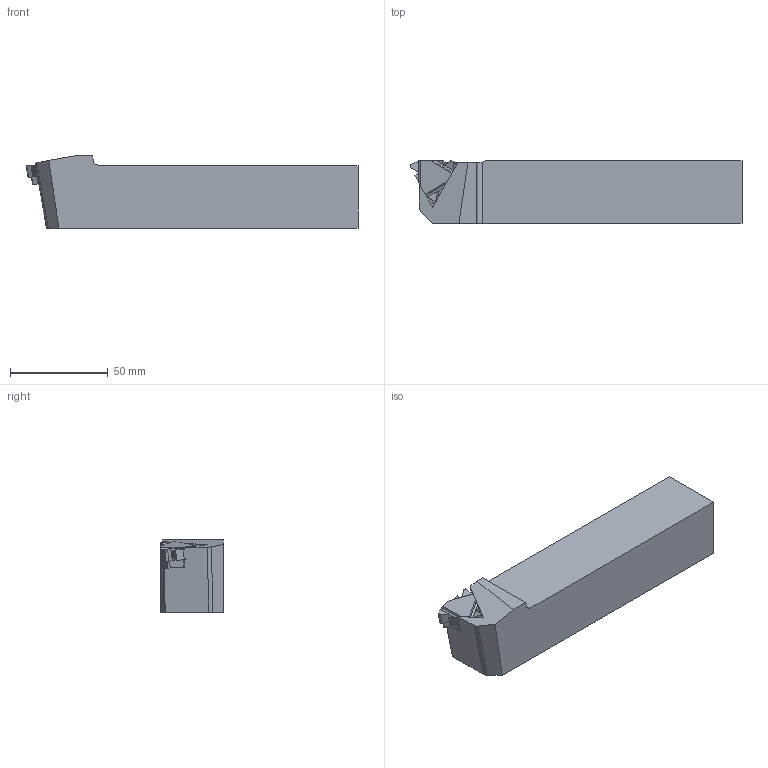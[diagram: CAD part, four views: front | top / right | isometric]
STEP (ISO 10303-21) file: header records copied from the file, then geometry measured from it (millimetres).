
FILE_DESCRIPTION(/* description */ (''),/* implementation_level */ '2;1');
FILE_NAME(/* name */ 'TEL 3232 P27.stp',/* time_stamp */ '2023-10-23T22:44:19+03:00',/* author */ (''),/* organization */ (''),/* preprocessor_version */ 'ST-DEVELOPER v19.4',/* originating_system */ 'SIEMENS PLM Software NX2306.3001',/* authorisation */ '');
FILE_SCHEMA (('AUTOMOTIVE_DESIGN { 1 0 10303 214 3 1 1 1 }'));
Length unit declared in the file: millimetre
Products named in the file (1): TER 3232 P27_objects
Bounding box: 169.9 x 32.07 x 37 mm (x, y, z)
Volume: 167247.4 mm3; surface area: 24050.4 mm2
Topology: 2 solids, 2 shells, 65 faces, 181 edges, 120 vertices
Faces by surface type: plane 48, cylinder 17
Entity records: 2118 total; most frequent: CARTESIAN_POINT 370, ORIENTED_EDGE 362, DIRECTION 353, EDGE_CURVE 181, LINE 139, VECTOR 139, VERTEX_POINT 120, AXIS2_PLACEMENT_3D 107
